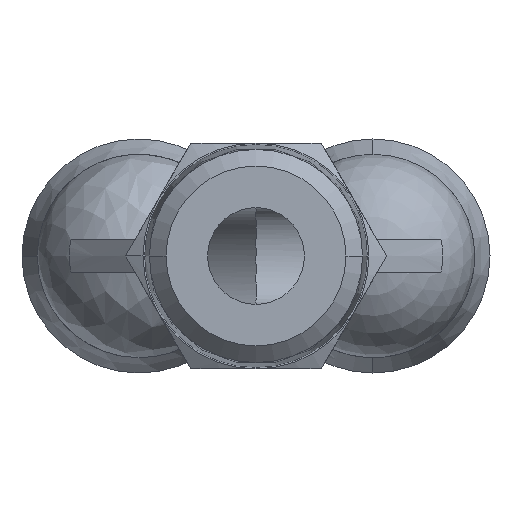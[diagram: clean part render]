
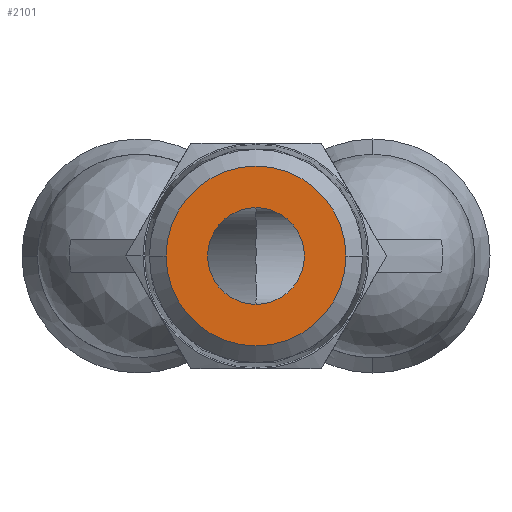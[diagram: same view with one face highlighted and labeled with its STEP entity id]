
A CAD part, front view. The second image highlights one B-rep face of the part: STEP entity #2101.
In plain terms, the highlighted planar face has unit normal (0, -1, 0).
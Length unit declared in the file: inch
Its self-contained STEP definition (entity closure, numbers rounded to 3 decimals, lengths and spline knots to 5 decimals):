
#3 = CIRCLE ( 'NONE', #816, 0.21936 ) ;
#282 = DIRECTION ( 'NONE',  ( 0., -1., 0. ) ) ;
#309 = CARTESIAN_POINT ( 'NONE',  ( 0.21936, -0.64961, 0. ) ) ;
#489 = CARTESIAN_POINT ( 'NONE',  ( 0., -0.64961, 0. ) ) ;
#536 = VERTEX_POINT ( 'NONE', #728 ) ;
#724 = CARTESIAN_POINT ( 'NONE',  ( 0., -0.64961, 0. ) ) ;
#728 = CARTESIAN_POINT ( 'NONE',  ( -0.11811, -0.64961, 0. ) ) ;
#736 = DIRECTION ( 'NONE',  ( 0., -1., 0. ) ) ;
#739 = EDGE_CURVE ( 'NONE', #2676, #536, #3574, .T. ) ;
#761 = VERTEX_POINT ( 'NONE', #1341 ) ;
#816 = AXIS2_PLACEMENT_3D ( 'NONE', #2373, #282, #2706 ) ;
#850 = DIRECTION ( 'NONE',  ( -1., 0., 0. ) ) ;
#851 = ORIENTED_EDGE ( 'NONE', *, *, #2539, .T. ) ;
#946 = FACE_OUTER_BOUND ( 'NONE', #1153, .T. ) ;
#1090 = DIRECTION ( 'NONE',  ( -1., 0., 0. ) ) ;
#1092 = CARTESIAN_POINT ( 'NONE',  ( -0.10968, -0.64961, 0. ) ) ;
#1153 = EDGE_LOOP ( 'NONE', ( #2999, #2328 ) ) ;
#1341 = CARTESIAN_POINT ( 'NONE',  ( -0.21936, -0.64961, 0. ) ) ;
#1349 = EDGE_CURVE ( 'NONE', #761, #4260, #3, .T. ) ;
#1417 = AXIS2_PLACEMENT_3D ( 'NONE', #724, #3108, #1090 ) ;
#1799 = PLANE ( 'NONE',  #4023 ) ;
#2029 = AXIS2_PLACEMENT_3D ( 'NONE', #489, #2895, #850 ) ;
#2044 = DIRECTION ( 'NONE',  ( 0., 1., 0. ) ) ;
#2101 = ADVANCED_FACE ( 'NONE', ( #3425, #946 ), #1799, .T. ) ;
#2122 = CARTESIAN_POINT ( 'NONE',  ( 0.11811, -0.64961, 0. ) ) ;
#2187 = CIRCLE ( 'NONE', #1417, 0.11811 ) ;
#2232 = CIRCLE ( 'NONE', #2029, 0.21936 ) ;
#2328 = ORIENTED_EDGE ( 'NONE', *, *, #2893, .T. ) ;
#2373 = CARTESIAN_POINT ( 'NONE',  ( 0., -0.64961, 0. ) ) ;
#2539 = EDGE_CURVE ( 'NONE', #536, #2676, #2187, .T. ) ;
#2676 = VERTEX_POINT ( 'NONE', #2122 ) ;
#2706 = DIRECTION ( 'NONE',  ( -1., 0., 0. ) ) ;
#2893 = EDGE_CURVE ( 'NONE', #4260, #761, #2232, .T. ) ;
#2895 = DIRECTION ( 'NONE',  ( 0., -1., 0. ) ) ;
#2999 = ORIENTED_EDGE ( 'NONE', *, *, #1349, .T. ) ;
#3108 = DIRECTION ( 'NONE',  ( 0., 1., 0. ) ) ;
#3125 = DIRECTION ( 'NONE',  ( 1., 0., 0. ) ) ;
#3425 = FACE_BOUND ( 'NONE', #3859, .T. ) ;
#3574 = CIRCLE ( 'NONE', #4220, 0.11811 ) ;
#3859 = EDGE_LOOP ( 'NONE', ( #851, #4389 ) ) ;
#4001 = CARTESIAN_POINT ( 'NONE',  ( 0., -0.64961, 0. ) ) ;
#4023 = AXIS2_PLACEMENT_3D ( 'NONE', #1092, #736, #3125 ) ;
#4220 = AXIS2_PLACEMENT_3D ( 'NONE', #4001, #2044, #4335 ) ;
#4260 = VERTEX_POINT ( 'NONE', #309 ) ;
#4335 = DIRECTION ( 'NONE',  ( -1., 0., 0. ) ) ;
#4389 = ORIENTED_EDGE ( 'NONE', *, *, #739, .T. ) ;
